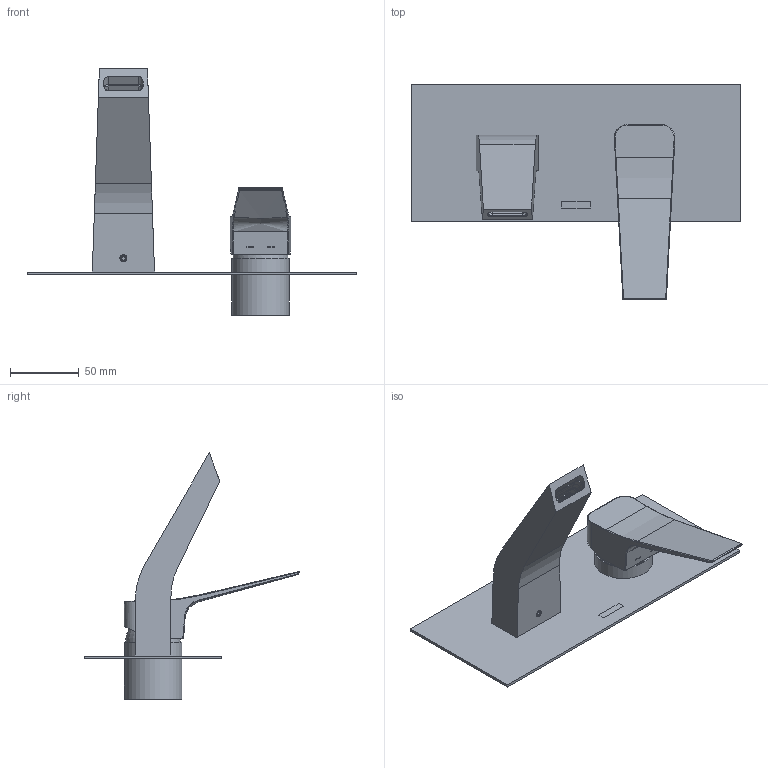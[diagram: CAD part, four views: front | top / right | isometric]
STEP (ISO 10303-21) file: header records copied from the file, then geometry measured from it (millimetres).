
FILE_DESCRIPTION (( 'STEP AP203' ), '1' );
FILE_NAME ('42AP09573.STEP', '2024-02-21T07:26:47', ( '' ), ( '' ), 'SwSTEP 2.0', 'SolidWorks 2021', '' );
FILE_SCHEMA (( 'CONFIG_CONTROL_DESIGN' ));
Length unit declared in the file: millimetre
Products named in the file (1): 42AP09573
Bounding box: 240 x 156.64 x 179.63 mm (x, y, z)
Volume: 151594.2 mm3; surface area: 117311.7 mm2
Topology: 8 solids, 8 shells, 571 faces, 1643 edges, 1061 vertices
Faces by surface type: plane 415, cylinder 100, bspline 27, cone 18, torus 6, sphere 5
Full cylindrical faces by diameter (mm): 1 x2, 1.6 x1, 4.2 x2, 4.9 x1, 5 x1, 5.5 x1, 6 x1, 6.2 x1, 6.4 x1, 16 x1, 16.4 x1, 31 x1, 35.8 x2, 36.5 x1, 37 x1, 39 x2, 42 x1, 42.5 x1
Entity records: 21234 total; most frequent: CARTESIAN_POINT 6436, ORIENTED_EDGE 3188, DIRECTION 2706, EDGE_CURVE 1594, LINE 1300, VECTOR 1300, VERTEX_POINT 1054, EDGE_LOOP 760
